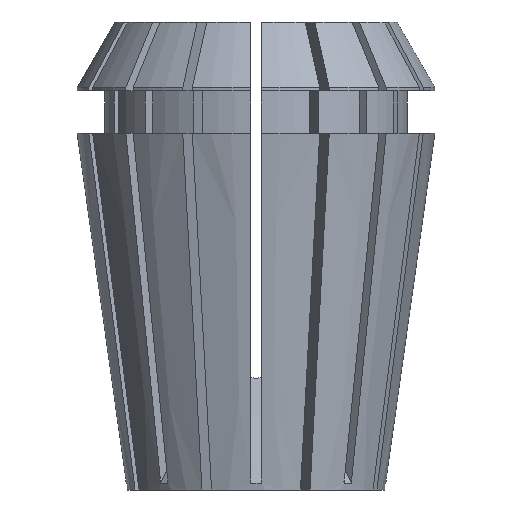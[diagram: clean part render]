
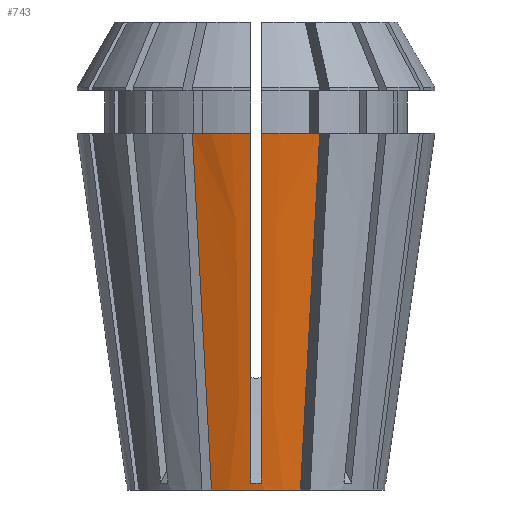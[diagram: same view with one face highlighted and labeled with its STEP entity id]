
A CAD part, left-side view. The second image highlights one B-rep face of the part: STEP entity #743.
In plain terms, the highlighted conical face has half-angle 8 degrees and reference radius 9.36 mm.
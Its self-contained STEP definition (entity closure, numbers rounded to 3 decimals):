
#119 = ORIENTED_EDGE ( 'NONE', *, *, #919, .F. ) ;
#125 = CARTESIAN_POINT ( 'NONE',  ( -8.784, -3.233, 0. ) ) ;
#235 = CARTESIAN_POINT ( 'NONE',  ( -12.479, 0.375, 22.229 ) ) ;
#406 = VERTEX_POINT ( 'NONE', #5187 ) ;
#455 = EDGE_CURVE ( 'NONE', #406, #4858, #3878, .T. ) ;
#574 = VERTEX_POINT ( 'NONE', #4775 ) ;
#679 = DIRECTION ( 'NONE',  ( 1., 0., 0. ) ) ;
#689 = AXIS2_PLACEMENT_3D ( 'NONE', #1310, #4726, #1840 ) ;
#690 = CARTESIAN_POINT ( 'NONE',  ( -12.995, 0.375, 25.9 ) ) ;
#692 = B_SPLINE_CURVE_WITH_KNOTS ( 'NONE', 3,
 ( #1707, #5077, #6033, #2661, #830, #747, #764, #2189, #5612, #2740 ),
 .UNSPECIFIED., .F., .F.,
 ( 4, 3, 3, 4 ),
 ( 0.051, 0.056, 0.073, 0.076 ),
 .UNSPECIFIED. ) ;
#710 = CARTESIAN_POINT ( 'NONE',  ( -11.42, 0.375, 14.699 ) ) ;
#743 = ADVANCED_FACE ( 'NONE', ( #6186 ), #6048, .T. ) ;
#747 = CARTESIAN_POINT ( 'NONE',  ( -10.619, -0.375, 9.005 ) ) ;
#764 = CARTESIAN_POINT ( 'NONE',  ( -9.818, -0.375, 3.311 ) ) ;
#830 = CARTESIAN_POINT ( 'NONE',  ( -11.42, -0.375, 14.699 ) ) ;
#863 = DIRECTION ( 'NONE',  ( -1., 0., 0. ) ) ;
#919 = EDGE_CURVE ( 'NONE', #1751, #1864, #1041, .T. ) ;
#1041 = B_SPLINE_CURVE_WITH_KNOTS ( 'NONE', 3,
 ( #2682, #2232, #6053, #5089, #4145, #6089, #2213 ),
 .UNSPECIFIED., .F., .F.,
 ( 4, 3, 4 ),
 ( 0., 0.023, 0.026 ),
 .UNSPECIFIED. ) ;
#1065 = CARTESIAN_POINT ( 'NONE',  ( -9.424, 0.375, 0.508 ) ) ;
#1310 = CARTESIAN_POINT ( 'NONE',  ( 0., 0., 0. ) ) ;
#1392 = B_SPLINE_CURVE_WITH_KNOTS ( 'NONE', 3,
 ( #690, #3086, #235, #3577, #710, #4051, #4540, #5021, #4564, #1675 ),
 .UNSPECIFIED., .F., .F.,
 ( 4, 3, 3, 4 ),
 ( 0.051, 0.056, 0.073, 0.076 ),
 .UNSPECIFIED. ) ;
#1424 = CARTESIAN_POINT ( 'NONE',  ( 0., 0., 25.9 ) ) ;
#1572 = VERTEX_POINT ( 'NONE', #5274 ) ;
#1576 = CARTESIAN_POINT ( 'NONE',  ( -9.213, 3.41, 3.298 ) ) ;
#1606 = CARTESIAN_POINT ( 'NONE',  ( 0., 0., 0. ) ) ;
#1675 = CARTESIAN_POINT ( 'NONE',  ( -9.424, 0.375, 0.508 ) ) ;
#1707 = CARTESIAN_POINT ( 'NONE',  ( -12.995, -0.375, 25.9 ) ) ;
#1751 = VERTEX_POINT ( 'NONE', #4353 ) ;
#1806 = CARTESIAN_POINT ( 'NONE',  ( -9.424, 0.375, 0.508 ) ) ;
#1840 = DIRECTION ( 'NONE',  ( -1., 0., 0. ) ) ;
#1864 = VERTEX_POINT ( 'NONE', #125 ) ;
#2040 = CARTESIAN_POINT ( 'NONE',  ( -9.07, 3.351, 2.199 ) ) ;
#2143 = CARTESIAN_POINT ( 'NONE',  ( -12.149, 4.626, 25.9 ) ) ;
#2189 = CARTESIAN_POINT ( 'NONE',  ( -9.687, -0.375, 2.376 ) ) ;
#2213 = CARTESIAN_POINT ( 'NONE',  ( -8.784, -3.233, 0. ) ) ;
#2232 = CARTESIAN_POINT ( 'NONE',  ( -11.171, -4.221, 18.366 ) ) ;
#2288 = CIRCLE ( 'NONE', #4732, 13. ) ;
#2422 = EDGE_CURVE ( 'NONE', #406, #3672, #1392, .T. ) ;
#2661 = CARTESIAN_POINT ( 'NONE',  ( -12.221, -0.375, 20.393 ) ) ;
#2682 = CARTESIAN_POINT ( 'NONE',  ( -12.149, -4.626, 25.9 ) ) ;
#2717 = CARTESIAN_POINT ( 'NONE',  ( -9.424, -0.375, 0.508 ) ) ;
#2740 = CARTESIAN_POINT ( 'NONE',  ( -9.424, -0.375, 0.508 ) ) ;
#2752 = DIRECTION ( 'NONE',  ( 0., 0., -1. ) ) ;
#2857 = EDGE_CURVE ( 'NONE', #1572, #3463, #692, .T. ) ;
#2997 = ORIENTED_EDGE ( 'NONE', *, *, #5072, .T. ) ;
#3086 = CARTESIAN_POINT ( 'NONE',  ( -12.737, 0.375, 24.064 ) ) ;
#3087 = ORIENTED_EDGE ( 'NONE', *, *, #5032, .F. ) ;
#3133 = EDGE_CURVE ( 'NONE', #4858, #574, #3665, .T. ) ;
#3289 = ORIENTED_EDGE ( 'NONE', *, *, #4521, .F. ) ;
#3463 = VERTEX_POINT ( 'NONE', #5247 ) ;
#3472 = CARTESIAN_POINT ( 'NONE',  ( -10.192, 3.816, 10.832 ) ) ;
#3533 = DIRECTION ( 'NONE',  ( 0., 0., 1. ) ) ;
#3557 = ORIENTED_EDGE ( 'NONE', *, *, #2422, .F. ) ;
#3577 = CARTESIAN_POINT ( 'NONE',  ( -12.221, 0.375, 20.393 ) ) ;
#3665 = B_SPLINE_CURVE_WITH_KNOTS ( 'NONE', 3,
 ( #5341, #5874, #3472, #1576, #2040, #4475, #5933 ),
 .UNSPECIFIED., .F., .F.,
 ( 4, 3, 4 ),
 ( 0., 0.023, 0.026 ),
 .UNSPECIFIED. ) ;
#3672 = VERTEX_POINT ( 'NONE', #1065 ) ;
#3738 = CARTESIAN_POINT ( 'NONE',  ( -9.433, 0.125, 0.497 ) ) ;
#3878 = CIRCLE ( 'NONE', #4718, 13. ) ;
#4051 = CARTESIAN_POINT ( 'NONE',  ( -10.619, 0.375, 9.005 ) ) ;
#4143 = ORIENTED_EDGE ( 'NONE', *, *, #2857, .T. ) ;
#4145 = CARTESIAN_POINT ( 'NONE',  ( -9.07, -3.351, 2.199 ) ) ;
#4300 = ORIENTED_EDGE ( 'NONE', *, *, #3133, .T. ) ;
#4353 = CARTESIAN_POINT ( 'NONE',  ( -12.149, -4.626, 25.9 ) ) ;
#4475 = CARTESIAN_POINT ( 'NONE',  ( -8.927, 3.292, 1.099 ) ) ;
#4521 = EDGE_CURVE ( 'NONE', #3672, #3463, #5542, .T. ) ;
#4540 = CARTESIAN_POINT ( 'NONE',  ( -9.818, 0.375, 3.311 ) ) ;
#4564 = CARTESIAN_POINT ( 'NONE',  ( -9.556, 0.375, 1.442 ) ) ;
#4653 = CARTESIAN_POINT ( 'NONE',  ( -9.433, -0.125, 0.497 ) ) ;
#4718 = AXIS2_PLACEMENT_3D ( 'NONE', #1424, #5739, #5216 ) ;
#4726 = DIRECTION ( 'NONE',  ( 0., 0., -1. ) ) ;
#4732 = AXIS2_PLACEMENT_3D ( 'NONE', #6160, #2752, #863 ) ;
#4775 = CARTESIAN_POINT ( 'NONE',  ( -8.784, 3.233, 0. ) ) ;
#4858 = VERTEX_POINT ( 'NONE', #2143 ) ;
#5007 = EDGE_LOOP ( 'NONE', ( #5608, #4300, #3087, #119, #2997, #4143, #3289, #3557 ) ) ;
#5021 = CARTESIAN_POINT ( 'NONE',  ( -9.687, 0.375, 2.376 ) ) ;
#5032 = EDGE_CURVE ( 'NONE', #1864, #574, #5295, .T. ) ;
#5072 = EDGE_CURVE ( 'NONE', #1751, #1572, #2288, .T. ) ;
#5077 = CARTESIAN_POINT ( 'NONE',  ( -12.737, -0.375, 24.064 ) ) ;
#5089 = CARTESIAN_POINT ( 'NONE',  ( -9.213, -3.41, 3.298 ) ) ;
#5187 = CARTESIAN_POINT ( 'NONE',  ( -12.995, 0.375, 25.9 ) ) ;
#5216 = DIRECTION ( 'NONE',  ( -1., 0., 0. ) ) ;
#5247 = CARTESIAN_POINT ( 'NONE',  ( -9.424, -0.375, 0.508 ) ) ;
#5274 = CARTESIAN_POINT ( 'NONE',  ( -12.995, -0.375, 25.9 ) ) ;
#5295 = CIRCLE ( 'NONE', #689, 9.36 ) ;
#5341 = CARTESIAN_POINT ( 'NONE',  ( -12.149, 4.626, 25.9 ) ) ;
#5542 = B_SPLINE_CURVE_WITH_KNOTS ( 'NONE', 3,
 ( #1806, #3738, #4653, #2717 ),
 .UNSPECIFIED., .F., .F.,
 ( 4, 4 ),
 ( 0., 0.001 ),
 .UNSPECIFIED. ) ;
#5608 = ORIENTED_EDGE ( 'NONE', *, *, #455, .T. ) ;
#5612 = CARTESIAN_POINT ( 'NONE',  ( -9.556, -0.375, 1.442 ) ) ;
#5739 = DIRECTION ( 'NONE',  ( 0., 0., -1. ) ) ;
#5874 = CARTESIAN_POINT ( 'NONE',  ( -11.171, 4.221, 18.366 ) ) ;
#5933 = CARTESIAN_POINT ( 'NONE',  ( -8.784, 3.233, 0. ) ) ;
#6000 = AXIS2_PLACEMENT_3D ( 'NONE', #1606, #3533, #679 ) ;
#6033 = CARTESIAN_POINT ( 'NONE',  ( -12.479, -0.375, 22.229 ) ) ;
#6048 = CONICAL_SURFACE ( 'NONE', #6000, 9.36, 0.14 ) ;
#6053 = CARTESIAN_POINT ( 'NONE',  ( -10.192, -3.816, 10.832 ) ) ;
#6089 = CARTESIAN_POINT ( 'NONE',  ( -8.927, -3.292, 1.099 ) ) ;
#6160 = CARTESIAN_POINT ( 'NONE',  ( 0., 0., 25.9 ) ) ;
#6186 = FACE_OUTER_BOUND ( 'NONE', #5007, .T. ) ;
